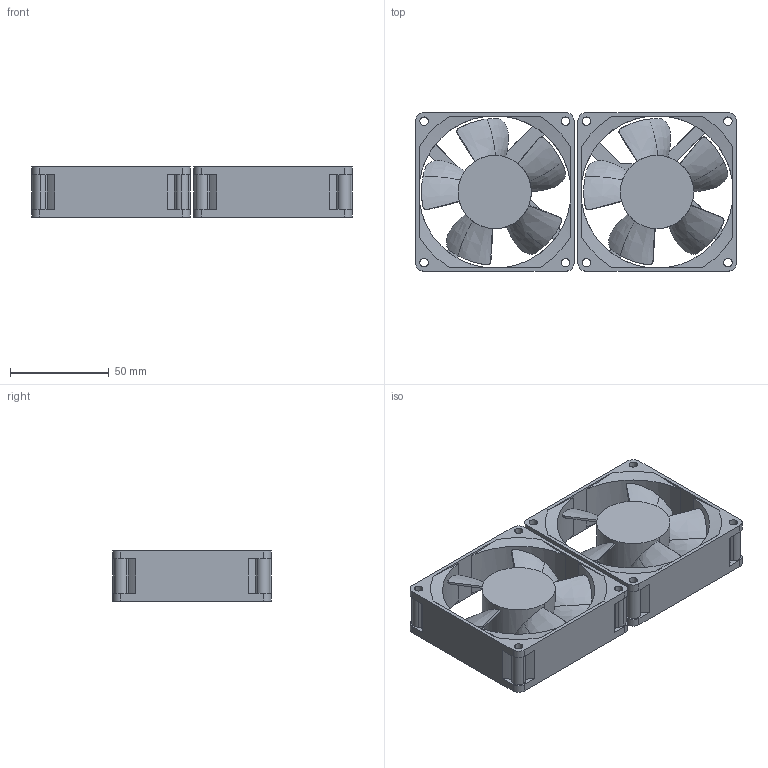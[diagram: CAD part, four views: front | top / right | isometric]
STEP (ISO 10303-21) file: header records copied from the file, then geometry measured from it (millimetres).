
FILE_DESCRIPTION (( 'STEP AP214' ), '1' );
FILE_NAME ('ACG-FAN-E15.STEP', '2024-03-25T16:02:53', ( '' ), ( '' ), 'SwSTEP 2.0', 'SolidWorks 2021', '' );
FILE_SCHEMA (( 'AUTOMOTIVE_DESIGN' ));
Length unit declared in the file: inch
Products named in the file (1): ACG-FAN-E15
Bounding box: 162 x 80 x 25.41 mm (x, y, z)
Volume: 135452.1 mm3; surface area: 66839.8 mm2
Topology: 4 solids, 4 shells, 308 faces, 868 edges, 572 vertices
Faces by surface type: cylinder 108, bspline 90, plane 86, cone 24
Entity records: 15817 total; most frequent: CARTESIAN_POINT 8367, ORIENTED_EDGE 1736, DIRECTION 1242, EDGE_CURVE 868, VERTEX_POINT 572, AXIS2_PLACEMENT_3D 451, EDGE_LOOP 344, LINE 340
